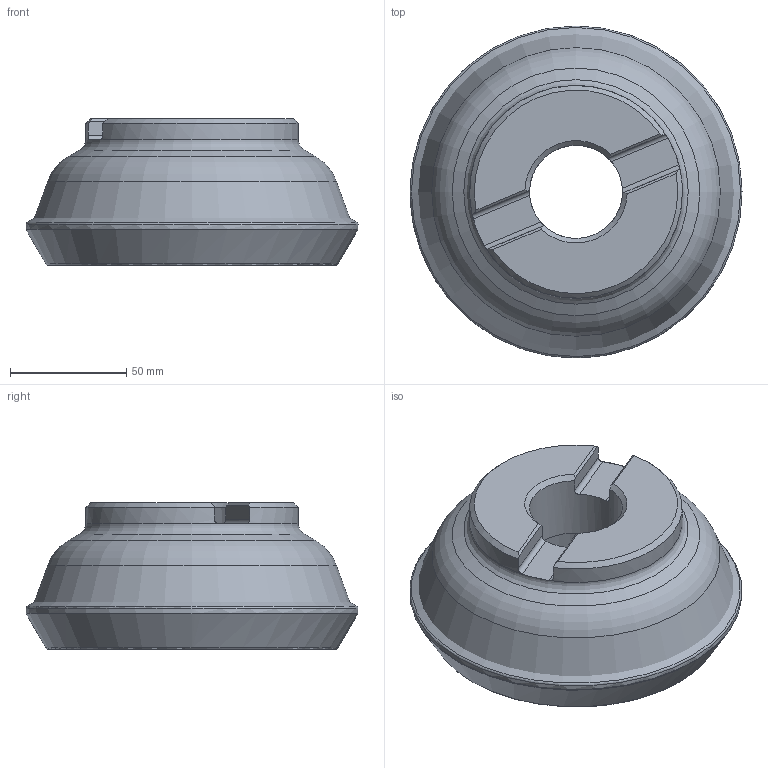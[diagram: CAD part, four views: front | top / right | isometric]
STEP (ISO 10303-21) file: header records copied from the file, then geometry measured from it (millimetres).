
FILE_DESCRIPTION(/* description */ (''),/* implementation_level */ '2;1');
FILE_NAME(/* name */ '125B07R-F60SB22X_115009019ndi000_00-SIM.stp',/* time_stamp */ '2019-12-20T13:03:40+01:00',/* author */ (''),/* organization */ (''),/* preprocessor_version */ 'ST-DEVELOPER v16.7',/* originating_system */ 'SIEMENS PLM Software NX 12.0',/* authorisation */ '');
FILE_SCHEMA (('AUTOMOTIVE_DESIGN { 1 0 10303 214 3 1 1 1 }'));
Length unit declared in the file: millimetre
Products named in the file (1): hm15112C638Aspae
Bounding box: 142.73 x 142.73 x 63 mm (x, y, z)
Volume: 678595.2 mm3; surface area: 79907.6 mm2
Topology: 2 solids, 2 shells, 53 faces, 142 edges, 92 vertices
Faces by surface type: revolution 16, plane 15, cone 10, cylinder 7, torus 5
Full cylindrical faces by diameter (mm): 40 x1, 56 x1, 91.5 x1
Entity records: 1549 total; most frequent: CARTESIAN_POINT 402, DIRECTION 228, ORIENTED_EDGE 184, EDGE_CURVE 92, AXIS2_PLACEMENT_3D 90, EDGE_LOOP 86, VERTEX_POINT 72, FACE_BOUND 66
